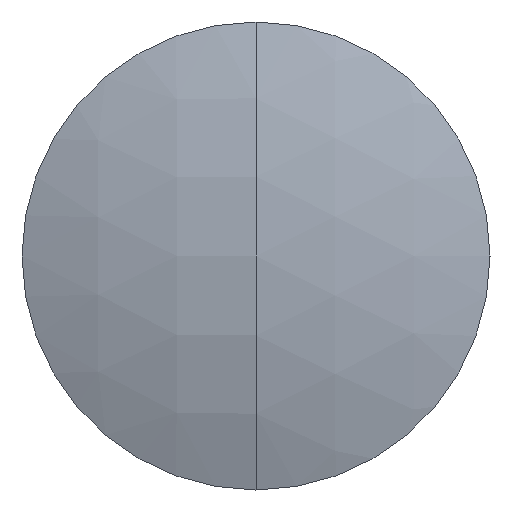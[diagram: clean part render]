
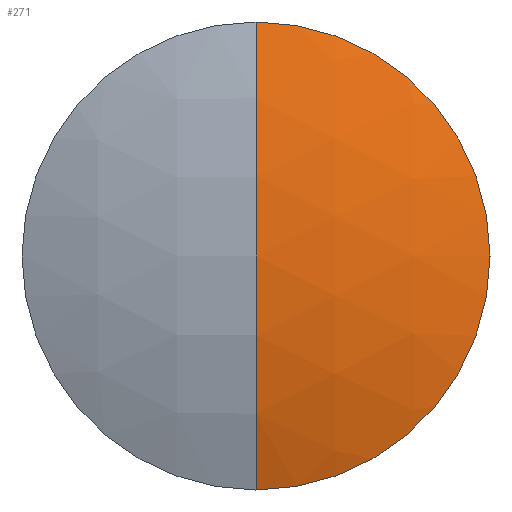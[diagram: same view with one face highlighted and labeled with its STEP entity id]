
A CAD part, left-side view. The second image highlights one B-rep face of the part: STEP entity #271.
In plain terms, the highlighted spherical face has radius 18.8 mm.
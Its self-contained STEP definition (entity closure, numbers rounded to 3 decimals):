
#6 = CARTESIAN_POINT ( 'NONE',  ( -2.417, 0., 6.35 ) ) ;
#10 = ORIENTED_EDGE ( 'NONE', *, *, #289, .F. ) ;
#31 = CARTESIAN_POINT ( 'NONE',  ( 15.278, 0., 0. ) ) ;
#35 = CARTESIAN_POINT ( 'NONE',  ( 15.278, 0., 0. ) ) ;
#40 = DIRECTION ( 'NONE',  ( -1., 0., 0. ) ) ;
#44 = VERTEX_POINT ( 'NONE', #266 ) ;
#72 = AXIS2_PLACEMENT_3D ( 'NONE', #321, #116, #152 ) ;
#79 = AXIS2_PLACEMENT_3D ( 'NONE', #31, #88, #275 ) ;
#88 = DIRECTION ( 'NONE',  ( 0., -1., 0. ) ) ;
#91 = AXIS2_PLACEMENT_3D ( 'NONE', #35, #190, #167 ) ;
#95 = SPHERICAL_SURFACE ( 'NONE', #91, 18.8 ) ;
#114 = CIRCLE ( 'NONE', #79, 18.8 ) ;
#116 = DIRECTION ( 'NONE',  ( 0., 1., 0. ) ) ;
#120 = AXIS2_PLACEMENT_3D ( 'NONE', #199, #40, #225 ) ;
#150 = ORIENTED_EDGE ( 'NONE', *, *, #312, .T. ) ;
#151 = EDGE_CURVE ( 'NONE', #189, #44, #114, .T. ) ;
#152 = DIRECTION ( 'NONE',  ( 0., 0., 1. ) ) ;
#167 = DIRECTION ( 'NONE',  ( 0., 0., -1. ) ) ;
#189 = VERTEX_POINT ( 'NONE', #6 ) ;
#190 = DIRECTION ( 'NONE',  ( 0., -1., 0. ) ) ;
#198 = FACE_OUTER_BOUND ( 'NONE', #290, .T. ) ;
#199 = CARTESIAN_POINT ( 'NONE',  ( -2.417, 0., 0. ) ) ;
#222 = CARTESIAN_POINT ( 'NONE',  ( -2.417, 0., -6.35 ) ) ;
#225 = DIRECTION ( 'NONE',  ( 0., 0., 1. ) ) ;
#232 = VERTEX_POINT ( 'NONE', #222 ) ;
#253 = CIRCLE ( 'NONE', #120, 6.35 ) ;
#266 = CARTESIAN_POINT ( 'NONE',  ( -3.522, 0., 0. ) ) ;
#271 = ADVANCED_FACE ( 'NONE', ( #198 ), #95, .T. ) ;
#275 = DIRECTION ( 'NONE',  ( 0., 0., -1. ) ) ;
#289 = EDGE_CURVE ( 'NONE', #232, #44, #335, .T. ) ;
#290 = EDGE_LOOP ( 'NONE', ( #150, #294, #10 ) ) ;
#294 = ORIENTED_EDGE ( 'NONE', *, *, #151, .T. ) ;
#312 = EDGE_CURVE ( 'NONE', #232, #189, #253, .T. ) ;
#321 = CARTESIAN_POINT ( 'NONE',  ( 15.278, 0., 0. ) ) ;
#335 = CIRCLE ( 'NONE', #72, 18.8 ) ;
